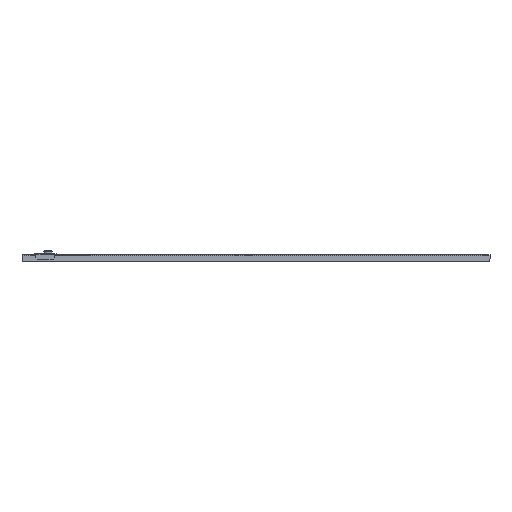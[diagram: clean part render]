
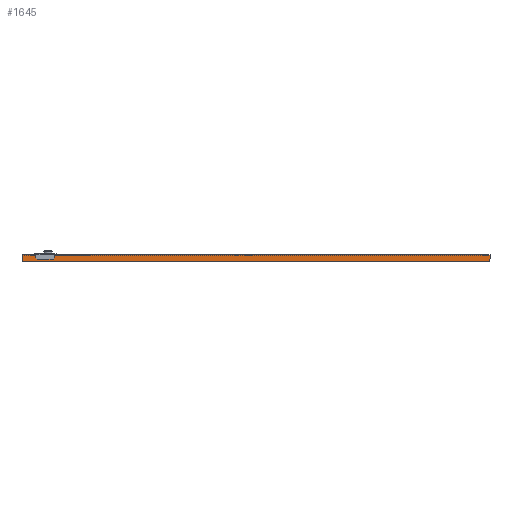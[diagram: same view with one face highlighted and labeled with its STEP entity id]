
A CAD part, front view. The second image highlights one B-rep face of the part: STEP entity #1645.
In plain terms, the highlighted planar face has unit normal (0, -1, 0).
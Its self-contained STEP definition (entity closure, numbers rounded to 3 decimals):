
#18 = VECTOR ( 'NONE', #3360, 1000. ) ;
#75 = VECTOR ( 'NONE', #2985, 1000. ) ;
#110 = CARTESIAN_POINT ( 'NONE',  ( 337.5, -407.5, 10. ) ) ;
#125 = CARTESIAN_POINT ( 'NONE',  ( 337.5, -407.5, 7.5 ) ) ;
#360 = DIRECTION ( 'NONE',  ( 0., 1., 0. ) ) ;
#432 = EDGE_CURVE ( 'NONE', #6426, #2620, #6765, .T. ) ;
#771 = CARTESIAN_POINT ( 'NONE',  ( 337.5, -407.5, 0. ) ) ;
#873 = DIRECTION ( 'NONE',  ( -1., 0., 0. ) ) ;
#925 = VECTOR ( 'NONE', #873, 1000. ) ;
#1277 = CARTESIAN_POINT ( 'NONE',  ( 337.5, -407.5, 0. ) ) ;
#1517 = CARTESIAN_POINT ( 'NONE',  ( 0., -407.5, 10. ) ) ;
#1561 = EDGE_CURVE ( 'NONE', #4388, #2620, #2166, .T. ) ;
#1645 = ADVANCED_FACE ( 'NONE', ( #1765 ), #3591, .F. ) ;
#1695 = VECTOR ( 'NONE', #7777, 1000. ) ;
#1724 = EDGE_LOOP ( 'NONE', ( #4358, #5318, #3648, #5624, #5729, #4477 ) ) ;
#1765 = FACE_OUTER_BOUND ( 'NONE', #1724, .T. ) ;
#2161 = AXIS2_PLACEMENT_3D ( 'NONE', #4399, #360, #2955 ) ;
#2166 = LINE ( 'NONE', #1517, #925 ) ;
#2301 = EDGE_CURVE ( 'NONE', #6426, #7705, #3128, .T. ) ;
#2444 = VECTOR ( 'NONE', #3685, 1000. ) ;
#2476 = CARTESIAN_POINT ( 'NONE',  ( 337.5, -407.5, 7.5 ) ) ;
#2620 = VERTEX_POINT ( 'NONE', #6762 ) ;
#2734 = DIRECTION ( 'NONE',  ( 0., 0., 1. ) ) ;
#2941 = CARTESIAN_POINT ( 'NONE',  ( -337.5, -407.5, 0. ) ) ;
#2955 = DIRECTION ( 'NONE',  ( 0., 0., 1. ) ) ;
#2985 = DIRECTION ( 'NONE',  ( 0., 0., 1. ) ) ;
#3128 = LINE ( 'NONE', #5738, #2444 ) ;
#3360 = DIRECTION ( 'NONE',  ( 0., 0., 1. ) ) ;
#3479 = EDGE_CURVE ( 'NONE', #7705, #7565, #7655, .T. ) ;
#3591 = PLANE ( 'NONE',  #2161 ) ;
#3648 = ORIENTED_EDGE ( 'NONE', *, *, #1561, .T. ) ;
#3685 = DIRECTION ( 'NONE',  ( 0., 0., -1. ) ) ;
#3833 = CARTESIAN_POINT ( 'NONE',  ( 0., -407.5, 0. ) ) ;
#3935 = EDGE_CURVE ( 'NONE', #7565, #6665, #5852, .T. ) ;
#3948 = EDGE_CURVE ( 'NONE', #6665, #4388, #4050, .T. ) ;
#4050 = LINE ( 'NONE', #125, #7791 ) ;
#4358 = ORIENTED_EDGE ( 'NONE', *, *, #3935, .T. ) ;
#4388 = VERTEX_POINT ( 'NONE', #110 ) ;
#4399 = CARTESIAN_POINT ( 'NONE',  ( 0., -407.5, 0. ) ) ;
#4477 = ORIENTED_EDGE ( 'NONE', *, *, #3479, .T. ) ;
#4481 = CARTESIAN_POINT ( 'NONE',  ( -337.5, -407.5, 7.5 ) ) ;
#5318 = ORIENTED_EDGE ( 'NONE', *, *, #3948, .T. ) ;
#5624 = ORIENTED_EDGE ( 'NONE', *, *, #432, .F. ) ;
#5729 = ORIENTED_EDGE ( 'NONE', *, *, #2301, .T. ) ;
#5738 = CARTESIAN_POINT ( 'NONE',  ( -337.5, -407.5, 0. ) ) ;
#5852 = LINE ( 'NONE', #771, #18 ) ;
#6426 = VERTEX_POINT ( 'NONE', #4481 ) ;
#6665 = VERTEX_POINT ( 'NONE', #2476 ) ;
#6762 = CARTESIAN_POINT ( 'NONE',  ( -337.5, -407.5, 10. ) ) ;
#6765 = LINE ( 'NONE', #8080, #75 ) ;
#7565 = VERTEX_POINT ( 'NONE', #1277 ) ;
#7655 = LINE ( 'NONE', #3833, #1695 ) ;
#7705 = VERTEX_POINT ( 'NONE', #2941 ) ;
#7777 = DIRECTION ( 'NONE',  ( 1., 0., 0. ) ) ;
#7791 = VECTOR ( 'NONE', #2734, 1000. ) ;
#8080 = CARTESIAN_POINT ( 'NONE',  ( -337.5, -407.5, 0. ) ) ;
